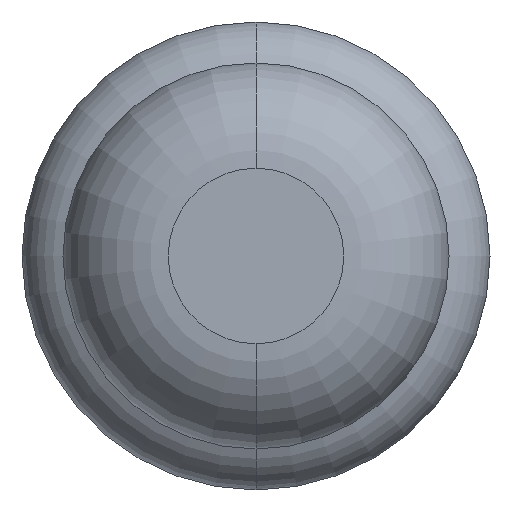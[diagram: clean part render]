
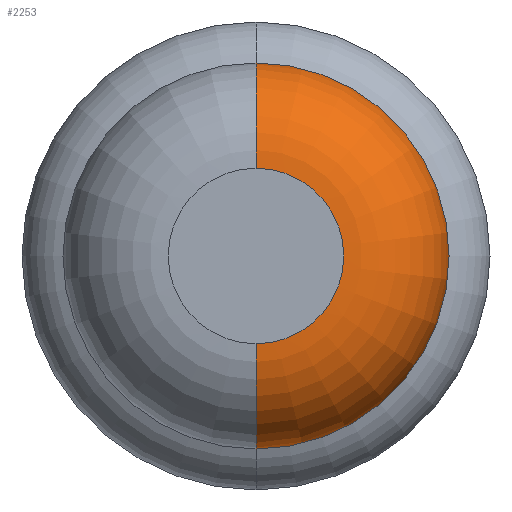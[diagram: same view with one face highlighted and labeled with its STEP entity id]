
A CAD part, front view. The second image highlights one B-rep face of the part: STEP entity #2253.
In plain terms, the highlighted toroidal (fillet/blend) face has major radius 0.375 mm and minor radius 0.45 mm.
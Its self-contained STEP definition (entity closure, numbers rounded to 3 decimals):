
#71 = DIRECTION ( 'NONE',  ( 0., 1., 0. ) ) ;
#389 = EDGE_CURVE ( 'NONE', #1440, #3291, #476, .T. ) ;
#476 = CIRCLE ( 'NONE', #2603, 0.45 ) ;
#520 = CARTESIAN_POINT ( 'NONE',  ( 0., -23.55, -0.375 ) ) ;
#640 = CARTESIAN_POINT ( 'NONE',  ( 0., -24., 0.375 ) ) ;
#941 = DIRECTION ( 'NONE',  ( 0., 0., 1. ) ) ;
#998 = CARTESIAN_POINT ( 'NONE',  ( 0., -24., 0. ) ) ;
#1064 = CARTESIAN_POINT ( 'NONE',  ( 0., -23.55, 0.375 ) ) ;
#1180 = AXIS2_PLACEMENT_3D ( 'NONE', #1915, #2217, #941 ) ;
#1202 = EDGE_CURVE ( 'NONE', #2954, #1983, #3668, .T. ) ;
#1333 = DIRECTION ( 'NONE',  ( 0., 0., 1. ) ) ;
#1334 = DIRECTION ( 'NONE',  ( -1., 0., 0. ) ) ;
#1440 = VERTEX_POINT ( 'NONE', #3536 ) ;
#1586 = ORIENTED_EDGE ( 'NONE', *, *, #3218, .F. ) ;
#1897 = EDGE_LOOP ( 'NONE', ( #2485, #3024, #1586, #4102 ) ) ;
#1915 = CARTESIAN_POINT ( 'NONE',  ( 0., -23.55, 0. ) ) ;
#1961 = CARTESIAN_POINT ( 'NONE',  ( 0., -23.55, -0.825 ) ) ;
#1983 = VERTEX_POINT ( 'NONE', #2529 ) ;
#2037 = FACE_OUTER_BOUND ( 'NONE', #1897, .T. ) ;
#2204 = EDGE_CURVE ( 'Defeature ausgef�hrt1_6+Defeature ausgef�hrt1_5+Defeature ausgef�hrt1_5+Defeature ausgef�hrt1_5', #2954, #1440, #3335, .T. ) ;
#2217 = DIRECTION ( 'NONE',  ( 0., 1., 0. ) ) ;
#2253 = ADVANCED_FACE ( 'Defeature ausgef�hrt1_6', ( #2037 ), #3800, .T. ) ;
#2308 = DIRECTION ( 'NONE',  ( 0., 0., 1. ) ) ;
#2436 = AXIS2_PLACEMENT_3D ( 'NONE', #3404, #71, #4071 ) ;
#2485 = ORIENTED_EDGE ( 'NONE', *, *, #2204, .T. ) ;
#2529 = CARTESIAN_POINT ( 'NONE',  ( 0., -23.55, 0.825 ) ) ;
#2603 = AXIS2_PLACEMENT_3D ( 'NONE', #520, #2784, #3137 ) ;
#2784 = DIRECTION ( 'NONE',  ( 1., 0., 0. ) ) ;
#2954 = VERTEX_POINT ( 'NONE', #640 ) ;
#3024 = ORIENTED_EDGE ( 'NONE', *, *, #389, .T. ) ;
#3082 = AXIS2_PLACEMENT_3D ( 'NONE', #1064, #1334, #2308 ) ;
#3137 = DIRECTION ( 'NONE',  ( 0., 0., -1. ) ) ;
#3218 = EDGE_CURVE ( 'Defeature ausgef�hrt1_7+Defeature ausgef�hrt1_6+Defeature ausgef�hrt1_6+Defeature ausgef�hrt1_6', #1983, #3291, #3689, .T. ) ;
#3291 = VERTEX_POINT ( 'NONE', #1961 ) ;
#3302 = DIRECTION ( 'NONE',  ( 0., 1., 0. ) ) ;
#3335 = CIRCLE ( 'NONE', #3832, 0.375 ) ;
#3404 = CARTESIAN_POINT ( 'NONE',  ( 0., -23.55, 0. ) ) ;
#3536 = CARTESIAN_POINT ( 'NONE',  ( 0., -24., -0.375 ) ) ;
#3668 = CIRCLE ( 'NONE', #3082, 0.45 ) ;
#3689 = CIRCLE ( 'NONE', #1180, 0.825 ) ;
#3800 = TOROIDAL_SURFACE ( 'NONE', #2436, 0.375, 0.45 ) ;
#3832 = AXIS2_PLACEMENT_3D ( 'NONE', #998, #3302, #1333 ) ;
#4071 = DIRECTION ( 'NONE',  ( 0., 0., 1. ) ) ;
#4102 = ORIENTED_EDGE ( 'NONE', *, *, #1202, .F. ) ;
